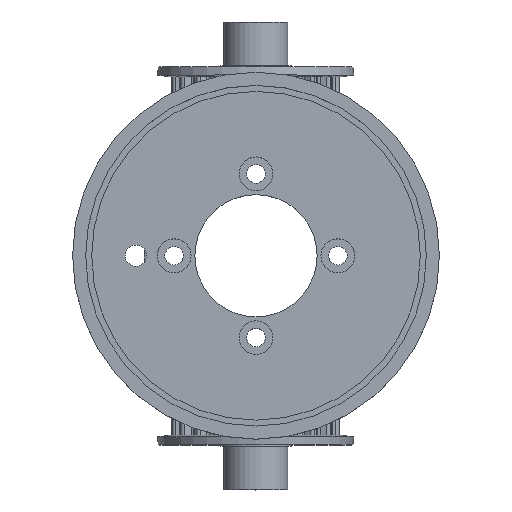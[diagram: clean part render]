
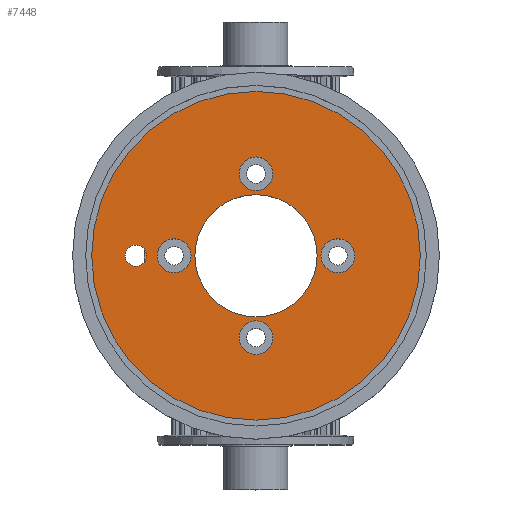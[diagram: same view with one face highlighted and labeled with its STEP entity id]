
A CAD part, top view. The second image highlights one B-rep face of the part: STEP entity #7448.
In plain terms, the highlighted planar face has unit normal (0, 0, 1).
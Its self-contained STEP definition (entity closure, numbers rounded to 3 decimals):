
#41=FACE_BOUND('',#2360,.T.);
#42=FACE_BOUND('',#2361,.T.);
#43=FACE_BOUND('',#2362,.T.);
#44=FACE_BOUND('',#2363,.T.);
#45=FACE_BOUND('',#2364,.T.);
#46=FACE_BOUND('',#2365,.T.);
#1949=FACE_OUTER_BOUND('',#2359,.T.);
#2359=EDGE_LOOP('',(#6823));
#2360=EDGE_LOOP('',(#6824));
#2361=EDGE_LOOP('',(#6825));
#2362=EDGE_LOOP('',(#6826));
#2363=EDGE_LOOP('',(#6827));
#2364=EDGE_LOOP('',(#6828));
#2365=EDGE_LOOP('',(#6829));
#2827=CIRCLE('',#8283,3.1);
#2829=CIRCLE('',#8286,3.1);
#2832=CIRCLE('',#8291,1.95);
#2837=CIRCLE('',#8303,30.1);
#2838=CIRCLE('',#8304,3.1);
#2839=CIRCLE('',#8305,3.1);
#2840=CIRCLE('',#8306,11.2);
#3561=VERTEX_POINT('',#12824);
#3563=VERTEX_POINT('',#12830);
#3568=VERTEX_POINT('',#12844);
#3575=VERTEX_POINT('',#12870);
#3576=VERTEX_POINT('',#12872);
#3577=VERTEX_POINT('',#12874);
#3578=VERTEX_POINT('',#12876);
#4648=EDGE_CURVE('',#3561,#3561,#2827,.F.);
#4651=EDGE_CURVE('',#3563,#3563,#2829,.F.);
#4659=EDGE_CURVE('',#3568,#3568,#2832,.T.);
#4670=EDGE_CURVE('',#3575,#3575,#2837,.T.);
#4671=EDGE_CURVE('',#3576,#3576,#2838,.F.);
#4672=EDGE_CURVE('',#3577,#3577,#2839,.F.);
#4673=EDGE_CURVE('',#3578,#3578,#2840,.F.);
#6823=ORIENTED_EDGE('',*,*,#4670,.F.);
#6824=ORIENTED_EDGE('',*,*,#4659,.T.);
#6825=ORIENTED_EDGE('',*,*,#4648,.F.);
#6826=ORIENTED_EDGE('',*,*,#4671,.F.);
#6827=ORIENTED_EDGE('',*,*,#4651,.F.);
#6828=ORIENTED_EDGE('',*,*,#4672,.F.);
#6829=ORIENTED_EDGE('',*,*,#4673,.F.);
#7067=PLANE('',#8302);
#7448=ADVANCED_FACE('',(#1949,#41,#42,#43,#44,#45,#46),#7067,.T.);
#8283=AXIS2_PLACEMENT_3D('',#12825,#10562,#10563);
#8286=AXIS2_PLACEMENT_3D('',#12831,#10569,#10570);
#8291=AXIS2_PLACEMENT_3D('',#12846,#10584,#10585);
#8302=AXIS2_PLACEMENT_3D('',#12869,#10612,#10613);
#8303=AXIS2_PLACEMENT_3D('',#12871,#10614,#10615);
#8304=AXIS2_PLACEMENT_3D('',#12873,#10616,#10617);
#8305=AXIS2_PLACEMENT_3D('',#12875,#10618,#10619);
#8306=AXIS2_PLACEMENT_3D('',#12877,#10620,#10621);
#10562=DIRECTION('center_axis',(0.,0.,-1.));
#10563=DIRECTION('ref_axis',(-1.,0.,0.));
#10569=DIRECTION('center_axis',(0.,0.,-1.));
#10570=DIRECTION('ref_axis',(-1.,0.,0.));
#10584=DIRECTION('center_axis',(0.,0.,-1.));
#10585=DIRECTION('ref_axis',(1.,0.,0.));
#10612=DIRECTION('center_axis',(0.,0.,1.));
#10613=DIRECTION('ref_axis',(1.,0.,0.));
#10614=DIRECTION('center_axis',(0.,0.,-1.));
#10615=DIRECTION('ref_axis',(1.,0.,0.));
#10616=DIRECTION('center_axis',(0.,0.,-1.));
#10617=DIRECTION('ref_axis',(-1.,0.,0.));
#10618=DIRECTION('center_axis',(0.,0.,-1.));
#10619=DIRECTION('ref_axis',(-1.,0.,0.));
#10620=DIRECTION('center_axis',(0.,0.,-1.));
#10621=DIRECTION('ref_axis',(-1.,0.,0.));
#12824=CARTESIAN_POINT('',(303.1,-160.,-1.));
#12825=CARTESIAN_POINT('Origin',(300.,-160.,-1.));
#12830=CARTESIAN_POINT('',(288.1,-175.,-1.));
#12831=CARTESIAN_POINT('Origin',(285.,-175.,-1.));
#12844=CARTESIAN_POINT('',(276.05,-175.,-1.));
#12846=CARTESIAN_POINT('Origin',(278.,-175.,-1.));
#12869=CARTESIAN_POINT('Origin',(300.,-175.,-1.));
#12870=CARTESIAN_POINT('',(269.9,-175.,-1.));
#12871=CARTESIAN_POINT('Origin',(300.,-175.,-1.));
#12872=CARTESIAN_POINT('',(318.1,-175.,-1.));
#12873=CARTESIAN_POINT('Origin',(315.,-175.,-1.));
#12874=CARTESIAN_POINT('',(303.1,-190.,-1.));
#12875=CARTESIAN_POINT('Origin',(300.,-190.,-1.));
#12876=CARTESIAN_POINT('',(311.2,-175.,-1.));
#12877=CARTESIAN_POINT('Origin',(300.,-175.,-1.));
